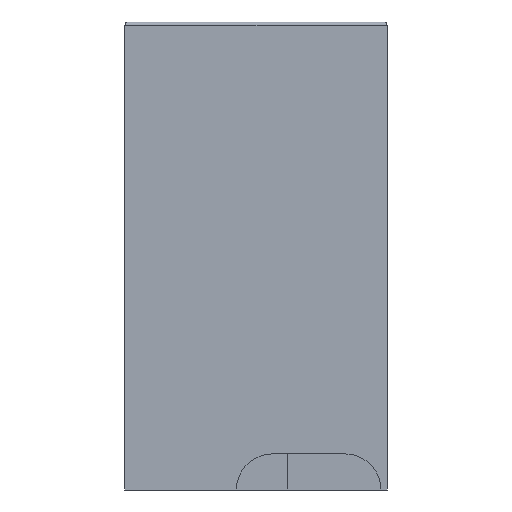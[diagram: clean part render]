
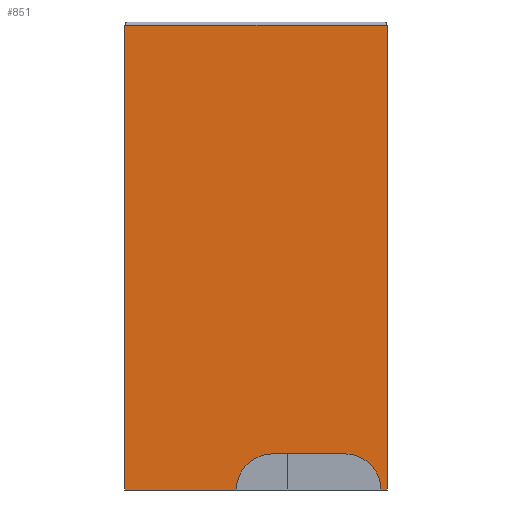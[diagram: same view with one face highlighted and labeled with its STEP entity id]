
A CAD part, front view. The second image highlights one B-rep face of the part: STEP entity #851.
In plain terms, the highlighted planar face has unit normal (0, -1, 0).
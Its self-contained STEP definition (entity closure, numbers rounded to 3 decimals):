
#36=PLANE('',#928);
#82=FACE_OUTER_BOUND('',#129,.T.);
#129=EDGE_LOOP('',(#614,#615,#616,#617,#618,#619,#620,#621));
#183=LINE('',#1283,#269);
#184=LINE('',#1286,#270);
#185=LINE('',#1288,#271);
#186=LINE('',#1290,#272);
#187=LINE('',#1292,#273);
#188=LINE('',#1293,#274);
#269=VECTOR('',#1037,10.);
#270=VECTOR('',#1040,10.);
#271=VECTOR('',#1041,10.);
#272=VECTOR('',#1042,10.);
#273=VECTOR('',#1043,10.);
#274=VECTOR('',#1044,10.);
#353=CIRCLE('',#923,6.);
#354=CIRCLE('',#925,6.);
#385=VERTEX_POINT('',#1265);
#387=VERTEX_POINT('',#1269);
#388=VERTEX_POINT('',#1273);
#390=VERTEX_POINT('',#1276);
#392=VERTEX_POINT('',#1285);
#393=VERTEX_POINT('',#1287);
#394=VERTEX_POINT('',#1289);
#395=VERTEX_POINT('',#1291);
#471=EDGE_CURVE('',#385,#387,#353,.T.);
#473=EDGE_CURVE('',#390,#388,#354,.T.);
#477=EDGE_CURVE('',#387,#390,#183,.T.);
#478=EDGE_CURVE('',#388,#392,#184,.T.);
#479=EDGE_CURVE('',#392,#393,#185,.T.);
#480=EDGE_CURVE('',#394,#393,#186,.T.);
#481=EDGE_CURVE('',#395,#394,#187,.T.);
#482=EDGE_CURVE('',#395,#385,#188,.T.);
#614=ORIENTED_EDGE('',*,*,#471,.T.);
#615=ORIENTED_EDGE('',*,*,#477,.T.);
#616=ORIENTED_EDGE('',*,*,#473,.T.);
#617=ORIENTED_EDGE('',*,*,#478,.T.);
#618=ORIENTED_EDGE('',*,*,#479,.T.);
#619=ORIENTED_EDGE('',*,*,#480,.F.);
#620=ORIENTED_EDGE('',*,*,#481,.F.);
#621=ORIENTED_EDGE('',*,*,#482,.T.);
#851=ADVANCED_FACE('',(#82),#36,.T.);
#923=AXIS2_PLACEMENT_3D('',#1271,#1024,#1025);
#925=AXIS2_PLACEMENT_3D('',#1277,#1029,#1030);
#928=AXIS2_PLACEMENT_3D('',#1284,#1038,#1039);
#1024=DIRECTION('center_axis',(0.,1.,0.));
#1025=DIRECTION('ref_axis',(1.,0.,0.));
#1029=DIRECTION('center_axis',(0.,1.,0.));
#1030=DIRECTION('ref_axis',(1.,0.,0.));
#1037=DIRECTION('',(1.,0.,0.));
#1038=DIRECTION('center_axis',(0.,-1.,0.));
#1039=DIRECTION('ref_axis',(1.,0.,0.));
#1040=DIRECTION('',(1.,0.,0.));
#1041=DIRECTION('',(0.,0.,1.));
#1042=DIRECTION('',(1.,0.,0.));
#1043=DIRECTION('',(0.,0.,1.));
#1044=DIRECTION('',(1.,0.,0.));
#1265=CARTESIAN_POINT('',(-12.95,-11.381,0.));
#1269=CARTESIAN_POINT('',(-6.95,-11.381,6.));
#1271=CARTESIAN_POINT('Origin',(-6.95,-11.381,0.));
#1273=CARTESIAN_POINT('',(11.05,-11.381,0.));
#1276=CARTESIAN_POINT('',(5.05,-11.381,6.));
#1277=CARTESIAN_POINT('Origin',(5.05,-11.381,0.));
#1283=CARTESIAN_POINT('',(-19.2,-11.381,6.));
#1284=CARTESIAN_POINT('Origin',(-31.45,-11.381,0.));
#1285=CARTESIAN_POINT('',(12.05,-11.381,0.));
#1286=CARTESIAN_POINT('',(-31.45,-11.381,0.));
#1287=CARTESIAN_POINT('',(12.05,-11.381,77.2));
#1288=CARTESIAN_POINT('',(12.05,-11.381,0.));
#1289=CARTESIAN_POINT('',(-31.45,-11.381,77.2));
#1290=CARTESIAN_POINT('',(-20.575,-11.381,77.2));
#1291=CARTESIAN_POINT('',(-31.45,-11.381,0.));
#1292=CARTESIAN_POINT('',(-31.45,-11.381,0.));
#1293=CARTESIAN_POINT('',(-31.45,-11.381,0.));
